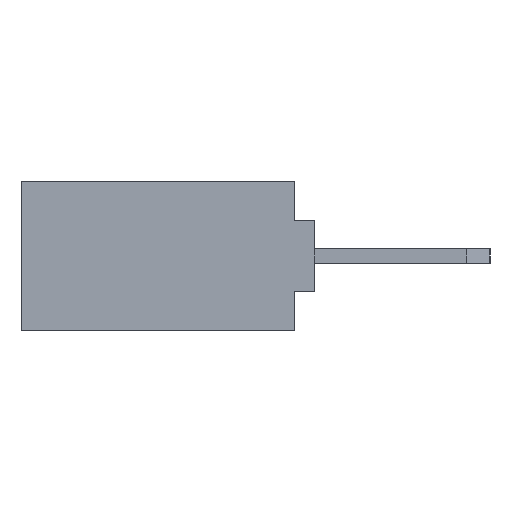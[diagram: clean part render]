
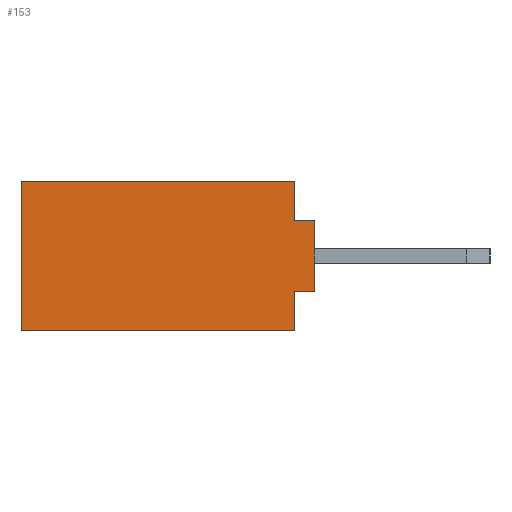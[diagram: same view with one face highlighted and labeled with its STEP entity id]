
A CAD part, left-side view. The second image highlights one B-rep face of the part: STEP entity #153.
In plain terms, the highlighted planar face has unit normal (-1, 0, 0).
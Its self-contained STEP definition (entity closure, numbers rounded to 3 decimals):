
#153 = ADVANCED_FACE ( 'NONE', ( #5401 ), #3098, .T. ) ;
#206 = EDGE_CURVE ( 'NONE', #3288, #3322, #5247, .T. ) ;
#208 = EDGE_CURVE ( 'NONE', #3373, #3300, #5305, .T. ) ;
#396 = EDGE_CURVE ( 'NONE', #3381, #3354, #1703, .T. ) ;
#419 = EDGE_CURVE ( 'NONE', #3288, #3381, #1737, .T. ) ;
#421 = EDGE_CURVE ( 'NONE', #3436, #3322, #1802, .T. ) ;
#448 = EDGE_CURVE ( 'NONE', #3424, #3373, #1732, .T. ) ;
#456 = EDGE_CURVE ( 'NONE', #3424, #3436, #1835, .T. ) ;
#464 = EDGE_CURVE ( 'NONE', #3300, #3354, #1830, .T. ) ;
#809 = AXIS2_PLACEMENT_3D ( 'NONE', #3089, #3094, #3099 ) ;
#1616 = EDGE_LOOP ( 'NONE', ( #5892, #5845, #5749, #5840, #5747, #5731, #5701, #5729 ) ) ;
#1702 = VECTOR ( 'NONE', #4378, 1000. ) ;
#1703 = LINE ( 'NONE', #4383, #1702 ) ;
#1732 = LINE ( 'NONE', #3761, #1789 ) ;
#1737 = LINE ( 'NONE', #3745, #1740 ) ;
#1740 = VECTOR ( 'NONE', #3742, 1000. ) ;
#1759 = VECTOR ( 'NONE', #3743, 1000. ) ;
#1789 = VECTOR ( 'NONE', #3773, 1000. ) ;
#1802 = LINE ( 'NONE', #3753, #1759 ) ;
#1828 = VECTOR ( 'NONE', #3830, 1000. ) ;
#1830 = LINE ( 'NONE', #3831, #1828 ) ;
#1831 = VECTOR ( 'NONE', #3827, 1000. ) ;
#1835 = LINE ( 'NONE', #3817, #1831 ) ;
#3089 = CARTESIAN_POINT ( 'NONE',  ( 0., -4.65, -2.54 ) ) ;
#3094 = DIRECTION ( 'NONE',  ( -1., 0., 0. ) ) ;
#3098 = PLANE ( 'NONE',  #809 ) ;
#3099 = DIRECTION ( 'NONE',  ( 0., 0., 1. ) ) ;
#3288 = VERTEX_POINT ( 'NONE', #4506 ) ;
#3300 = VERTEX_POINT ( 'NONE', #4518 ) ;
#3322 = VERTEX_POINT ( 'NONE', #4550 ) ;
#3354 = VERTEX_POINT ( 'NONE', #4557 ) ;
#3373 = VERTEX_POINT ( 'NONE', #4654 ) ;
#3381 = VERTEX_POINT ( 'NONE', #4656 ) ;
#3424 = VERTEX_POINT ( 'NONE', #4627 ) ;
#3436 = VERTEX_POINT ( 'NONE', #4706 ) ;
#3742 = DIRECTION ( 'NONE',  ( 0., 1., 0. ) ) ;
#3743 = DIRECTION ( 'NONE',  ( 0., 1., 0. ) ) ;
#3745 = CARTESIAN_POINT ( 'NONE',  ( 0., -4.65, -2.54 ) ) ;
#3753 = CARTESIAN_POINT ( 'NONE',  ( 0., -5., -1.87 ) ) ;
#3761 = CARTESIAN_POINT ( 'NONE',  ( 0., -5., -0.67 ) ) ;
#3773 = DIRECTION ( 'NONE',  ( 0., 1., 0. ) ) ;
#3817 = CARTESIAN_POINT ( 'NONE',  ( 0., -5., -1.87 ) ) ;
#3827 = DIRECTION ( 'NONE',  ( 0., 0., -1. ) ) ;
#3830 = DIRECTION ( 'NONE',  ( 0., 1., 0. ) ) ;
#3831 = CARTESIAN_POINT ( 'NONE',  ( 0., -4.65, 0. ) ) ;
#4175 = CARTESIAN_POINT ( 'NONE',  ( 0., -4.65, -2.54 ) ) ;
#4177 = DIRECTION ( 'NONE',  ( 0., 0., 1. ) ) ;
#4203 = DIRECTION ( 'NONE',  ( 0., 0., 1. ) ) ;
#4208 = CARTESIAN_POINT ( 'NONE',  ( 0., -4.65, -2.54 ) ) ;
#4378 = DIRECTION ( 'NONE',  ( 0., 0., 1. ) ) ;
#4383 = CARTESIAN_POINT ( 'NONE',  ( 0., 0., -2.54 ) ) ;
#4506 = CARTESIAN_POINT ( 'NONE',  ( 0., -4.65, -2.54 ) ) ;
#4518 = CARTESIAN_POINT ( 'NONE',  ( 0., -4.65, 0. ) ) ;
#4550 = CARTESIAN_POINT ( 'NONE',  ( 0., -4.65, -1.87 ) ) ;
#4557 = CARTESIAN_POINT ( 'NONE',  ( 0., 0., 0. ) ) ;
#4627 = CARTESIAN_POINT ( 'NONE',  ( 0., -5., -0.67 ) ) ;
#4654 = CARTESIAN_POINT ( 'NONE',  ( 0., -4.65, -0.67 ) ) ;
#4656 = CARTESIAN_POINT ( 'NONE',  ( 0., 0., -2.54 ) ) ;
#4706 = CARTESIAN_POINT ( 'NONE',  ( 0., -5., -1.87 ) ) ;
#5247 = LINE ( 'NONE', #4175, #5260 ) ;
#5260 = VECTOR ( 'NONE', #4203, 1000. ) ;
#5263 = VECTOR ( 'NONE', #4177, 1000. ) ;
#5305 = LINE ( 'NONE', #4208, #5263 ) ;
#5401 = FACE_OUTER_BOUND ( 'NONE', #1616, .T. ) ;
#5701 = ORIENTED_EDGE ( 'NONE', *, *, #208, .T. ) ;
#5729 = ORIENTED_EDGE ( 'NONE', *, *, #464, .T. ) ;
#5731 = ORIENTED_EDGE ( 'NONE', *, *, #448, .T. ) ;
#5747 = ORIENTED_EDGE ( 'NONE', *, *, #456, .F. ) ;
#5749 = ORIENTED_EDGE ( 'NONE', *, *, #206, .T. ) ;
#5840 = ORIENTED_EDGE ( 'NONE', *, *, #421, .F. ) ;
#5845 = ORIENTED_EDGE ( 'NONE', *, *, #419, .F. ) ;
#5892 = ORIENTED_EDGE ( 'NONE', *, *, #396, .F. ) ;
